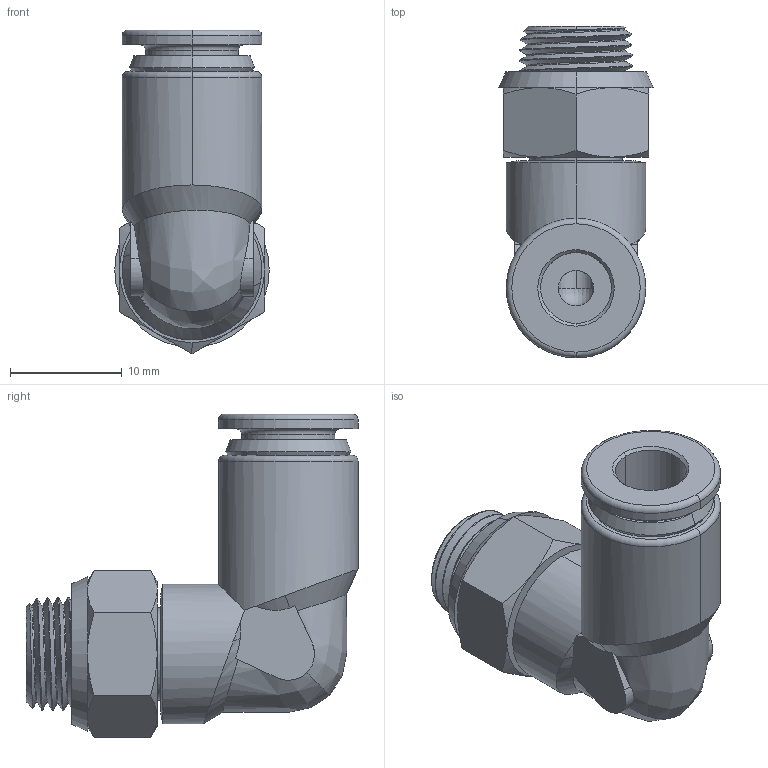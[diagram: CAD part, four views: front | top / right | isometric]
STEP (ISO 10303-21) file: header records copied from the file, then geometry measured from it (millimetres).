
FILE_DESCRIPTION (( 'STEP AP203' ), '1' );
FILE_NAME ('7397N48_Universal-Thread Push-to-Connect Tube Fittings.STEP', '2021-09-09T17:14:20', ( 'Administrator' ), ( 'Managed by Terraform' ), 'SwSTEP 2.0', 'SolidWorks 2017', '' );
FILE_SCHEMA (( 'CONFIG_CONTROL_DESIGN' ));
Length unit declared in the file: millimetre
Products named in the file (1): 7397N48_Universal-Thread Push-to-Connect Tube Fittings
Bounding box: 13.83 x 29.75 x 29 mm (x, y, z)
Volume: 4225.5 mm3; surface area: 3056.1 mm2
Topology: 2 solids, 2 shells, 114 faces, 269 edges, 166 vertices
Faces by surface type: cone 45, plane 29, cylinder 22, bspline 11, torus 6, sphere 1
Entity records: 6654 total; most frequent: CARTESIAN_POINT 4156, ORIENTED_EDGE 534, DIRECTION 457, EDGE_CURVE 267, AXIS2_PLACEMENT_3D 193, VERTEX_POINT 166, EDGE_LOOP 127, FACE_OUTER_BOUND 114
